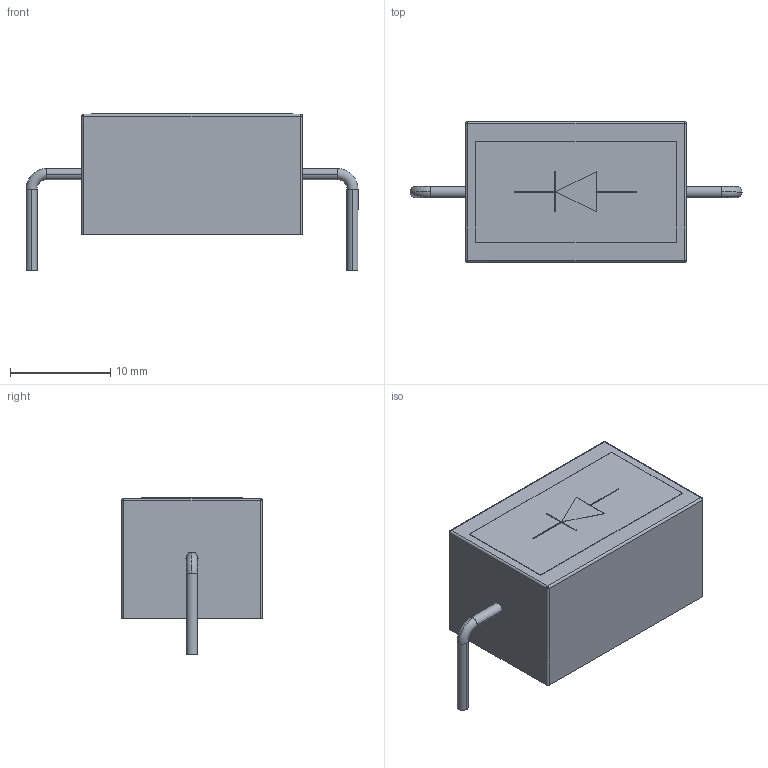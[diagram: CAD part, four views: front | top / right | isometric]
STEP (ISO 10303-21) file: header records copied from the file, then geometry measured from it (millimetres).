
FILE_DESCRIPTION((''),'2;1');
FILE_NAME('EDA-02608-V1-0_misc1.stp','2012-08-29T14:03:25',(''),(''),'Mechanical Desktop 2011','Mechanical Desktop 2011',', , ');
FILE_SCHEMA(('AUTOMOTIVE_DESIGN { 1 2 10303 214 1 1 1 1 }'));
Length unit declared in the file: millimetre
Products named in the file (1): Product
Bounding box: 33.1 x 14 x 15.65 mm (x, y, z)
Volume: 3688.2 mm3; surface area: 4117.6 mm2
Topology: 9 solids, 9 shells, 95 faces, 225 edges, 151 vertices
Faces by surface type: plane 66, cylinder 18, sphere 5, torus 4, bspline 2
Entity records: 2804 total; most frequent: CARTESIAN_POINT 499, DIRECTION 468, ORIENTED_EDGE 434, EDGE_CURVE 217, VECTOR 166, LINE 166, AXIS2_PLACEMENT_3D 151, VERTEX_POINT 139
